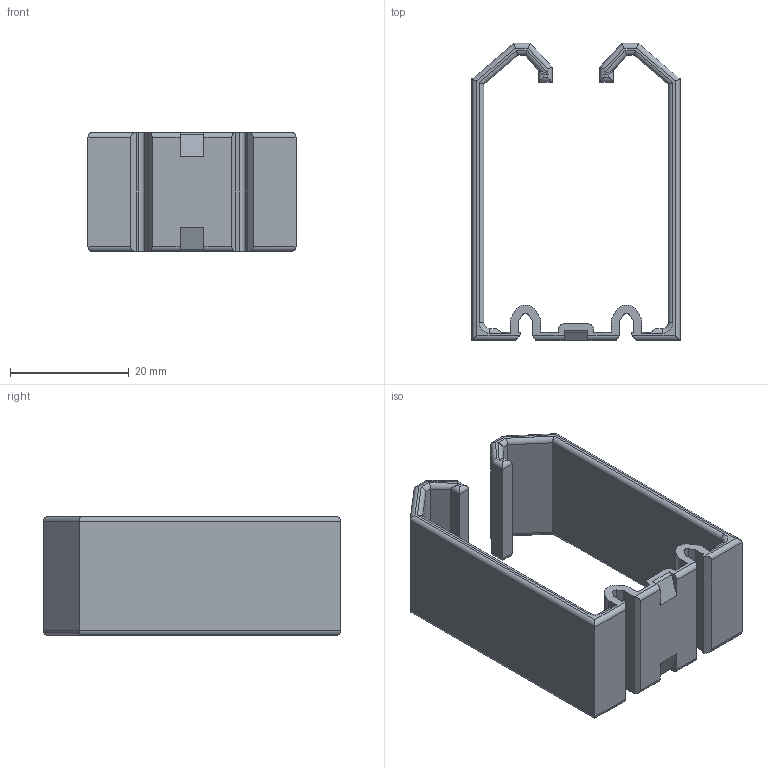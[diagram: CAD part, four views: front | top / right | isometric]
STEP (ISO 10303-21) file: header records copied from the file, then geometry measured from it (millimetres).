
FILE_DESCRIPTION (( 'STEP AP214' ), '1' );
FILE_NAME ('0.1.0.0.553325.STEP', '2024-09-24T06:58:05', ( '' ), ( '' ), 'SwSTEP 2.0', 'SolidWorks 2023', '' );
FILE_SCHEMA (( 'AUTOMOTIVE_DESIGN' ));
Length unit declared in the file: millimetre
Products named in the file (1): 0.1.0.0.553325
Bounding box: 35 x 50 x 20 mm (x, y, z)
Volume: 6138.1 mm3; surface area: 7189.7 mm2
Topology: 1 solids, 1 shells, 166 faces, 436 edges, 272 vertices
Faces by surface type: cylinder 86, plane 76, torus 4
Entity records: 5027 total; most frequent: CARTESIAN_POINT 1123, ORIENTED_EDGE 872, DIRECTION 750, EDGE_CURVE 436, VECTOR 296, LINE 296, VERTEX_POINT 272, AXIS2_PLACEMENT_3D 227
